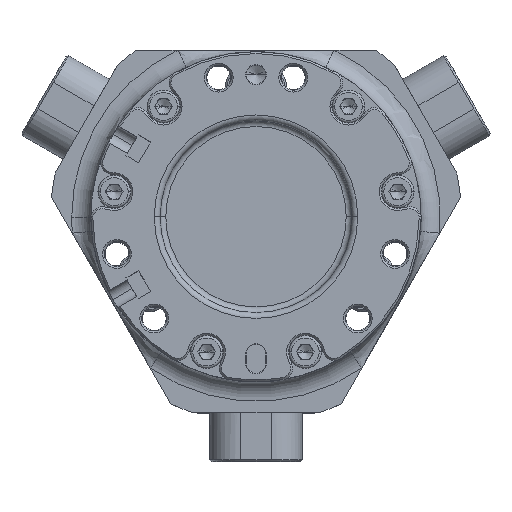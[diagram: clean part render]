
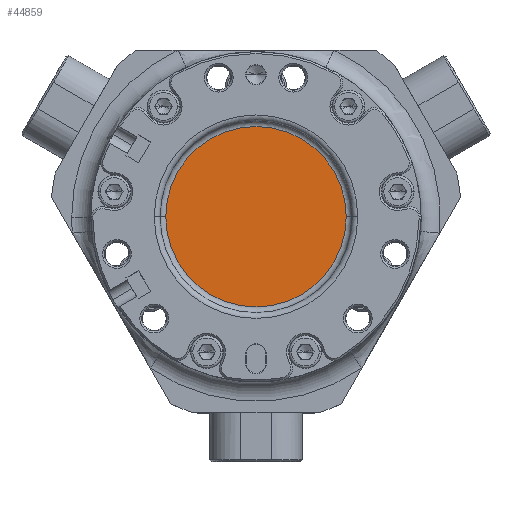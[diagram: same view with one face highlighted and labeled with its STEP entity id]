
A CAD part, top view. The second image highlights one B-rep face of the part: STEP entity #44859.
In plain terms, the highlighted planar face has unit normal (0, 0, 1).
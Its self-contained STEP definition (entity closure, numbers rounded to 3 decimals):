
#57 = DIRECTION ( 'NONE',  ( 1., 0., 0. ) ) ;
#1056 = AXIS2_PLACEMENT_3D ( 'NONE', #21700, #47732, #16734 ) ;
#9187 = ORIENTED_EDGE ( 'NONE', *, *, #23247, .T. ) ;
#10236 = FACE_OUTER_BOUND ( 'NONE', #46120, .T. ) ;
#16734 = DIRECTION ( 'NONE',  ( 1., 0., 0. ) ) ;
#21700 = CARTESIAN_POINT ( 'NONE',  ( 0., 0., 2. ) ) ;
#22718 = AXIS2_PLACEMENT_3D ( 'NONE', #30086, #66289, #35303 ) ;
#23247 = EDGE_CURVE ( 'NONE', #66844, #26740, #28691, .T. ) ;
#26740 = VERTEX_POINT ( 'NONE', #65362 ) ;
#28691 = CIRCLE ( 'NONE', #22718, 23.5 ) ;
#29274 = EDGE_CURVE ( 'NONE', #26740, #66844, #45541, .T. ) ;
#30086 = CARTESIAN_POINT ( 'NONE',  ( 0., 0., 2. ) ) ;
#31163 = DIRECTION ( 'NONE',  ( 0., 0., 1. ) ) ;
#35303 = DIRECTION ( 'NONE',  ( 1., 0., 0. ) ) ;
#37939 = CARTESIAN_POINT ( 'NONE',  ( -23.5, 0., 2. ) ) ;
#41238 = AXIS2_PLACEMENT_3D ( 'NONE', #62140, #31163, #57 ) ;
#42514 = PLANE ( 'NONE',  #1056 ) ;
#44859 = ADVANCED_FACE ( 'NONE', ( #10236 ), #42514, .T. ) ;
#45541 = CIRCLE ( 'NONE', #41238, 23.5 ) ;
#46120 = EDGE_LOOP ( 'NONE', ( #59803, #9187 ) ) ;
#47732 = DIRECTION ( 'NONE',  ( 0., 0., 1. ) ) ;
#59803 = ORIENTED_EDGE ( 'NONE', *, *, #29274, .T. ) ;
#62140 = CARTESIAN_POINT ( 'NONE',  ( 0., 0., 2. ) ) ;
#65362 = CARTESIAN_POINT ( 'NONE',  ( 23.5, 0., 2. ) ) ;
#66289 = DIRECTION ( 'NONE',  ( 0., 0., 1. ) ) ;
#66844 = VERTEX_POINT ( 'NONE', #37939 ) ;
